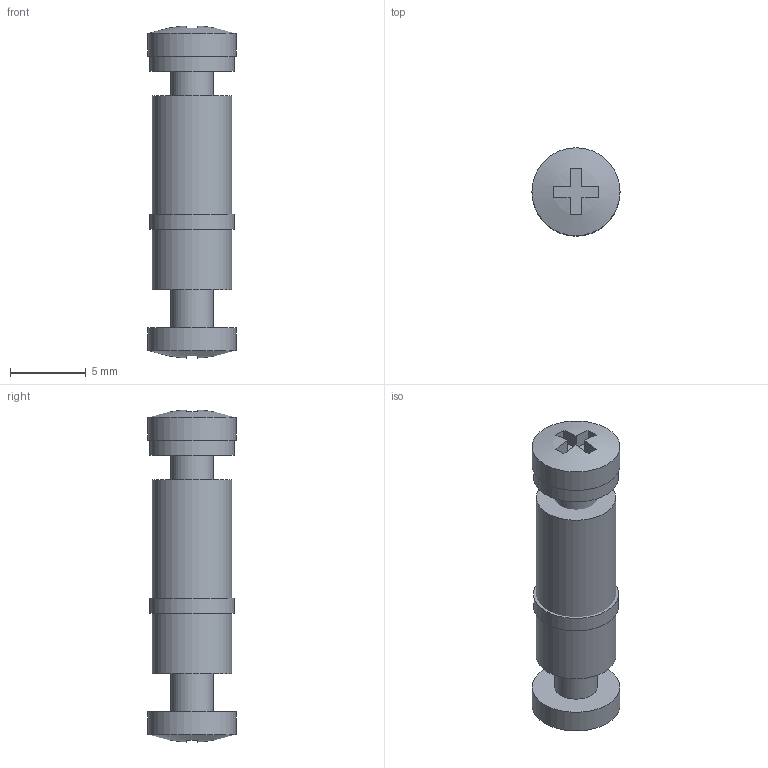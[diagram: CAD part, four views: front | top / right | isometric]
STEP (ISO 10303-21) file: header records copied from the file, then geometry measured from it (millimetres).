
FILE_DESCRIPTION(('FreeCAD Model'),'2;1');
FILE_NAME('#8XX-XXX - Standoff Stack.step','2019-12-06T20:46:32',('Author' ),(''),'Open CASCADE STEP processor 7.3','FreeCAD','Unknown');
FILE_SCHEMA(('AUTOMOTIVE_DESIGN { 1 0 10303 214 1 1 1 1 }'));
Length unit declared in the file: millimetre
Products named in the file (6): Screw_M3x6_T_2.0_Panhead001; Standoff_Brass_FF_M2x8_OD_3; Screw_M3x6_T_2.0_Panhead; Washer_M3_ID_3.0_OD_5.6_T_0.8_Plastic001; Standoff_Brass_MF_M2x4+3_OD_3; Washer_M3_ID_3.0_OD_5.6_T_0.8_Plastic
Bounding box: 5.8 x 5.8 x 21.88 mm (x, y, z)
Volume: 440.6 mm3; surface area: 753.8 mm2
Topology: 6 solids, 6 shells, 58 faces, 118 edges, 78 vertices
Faces by surface type: plane 42, cylinder 14, revolution 2
Full cylindrical faces by diameter (mm): 1.7 x1, 2 x3, 2.8 x2, 3 x2, 5.25 x2, 5.6 x2, 5.8 x2
Entity records: 1983 total; most frequent: CARTESIAN_POINT 659, ORIENTED_EDGE 236, DIRECTION 234, EDGE_CURVE 118, AXIS2_PLACEMENT_3D 85, VERTEX_POINT 78, FACE_BOUND 68, EDGE_LOOP 68
